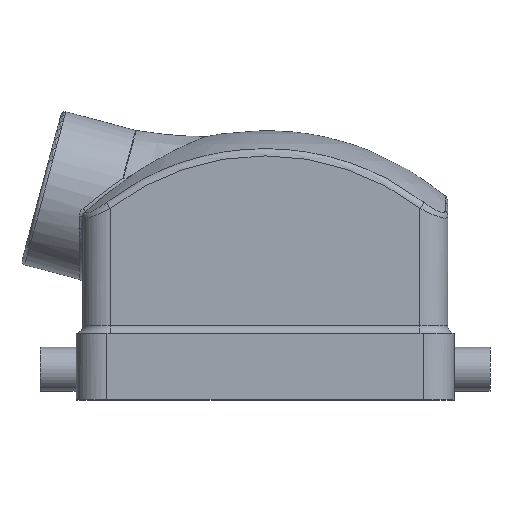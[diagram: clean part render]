
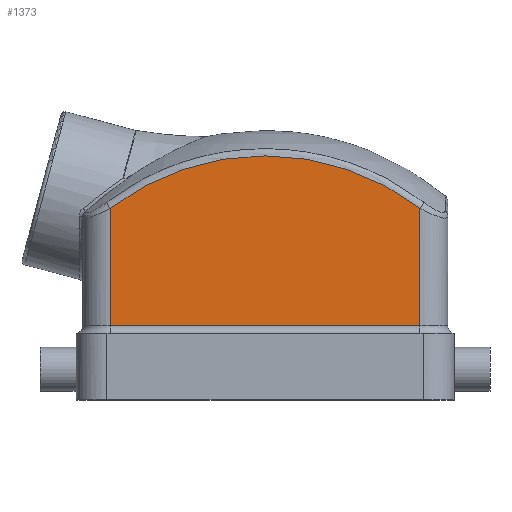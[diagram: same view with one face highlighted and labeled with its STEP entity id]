
A CAD part, top view. The second image highlights one B-rep face of the part: STEP entity #1373.
In plain terms, the highlighted planar face has unit normal (0, 0, 1).
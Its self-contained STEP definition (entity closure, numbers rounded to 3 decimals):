
#117 = CARTESIAN_POINT ( 'NONE',  ( 30.25, 37.516, 20.5 ) ) ;
#118 = CARTESIAN_POINT ( 'NONE',  ( 30.25, 14.5, 20.5 ) ) ;
#122 = CARTESIAN_POINT ( 'NONE',  ( -30.25, 37.516, 20.5 ) ) ;
#127 = CARTESIAN_POINT ( 'NONE',  ( -30.25, 14.5, 20.5 ) ) ;
#678 = EDGE_CURVE ( 'NONE', #1605, #1601, #3039, .T. ) ;
#679 = EDGE_CURVE ( 'NONE', #1605, #1604, #1696, .T. ) ;
#680 = EDGE_CURVE ( 'NONE', #1598, #1604, #1697, .T. ) ;
#687 = EDGE_CURVE ( 'NONE', #1601, #1598, #1701, .T. ) ;
#956 = EDGE_LOOP ( 'NONE', ( #2347, #2346, #2348, #2345 ) ) ;
#1373 = ADVANCED_FACE ( 'NONE', ( #2516 ), #5855, .F. ) ;
#1598 = VERTEX_POINT ( 'NONE', #127 ) ;
#1601 = VERTEX_POINT ( 'NONE', #122 ) ;
#1604 = VERTEX_POINT ( 'NONE', #118 ) ;
#1605 = VERTEX_POINT ( 'NONE', #117 ) ;
#1696 = LINE ( 'NONE', #5277, #2940 ) ;
#1697 = LINE ( 'NONE', #5274, #3029 ) ;
#1701 = LINE ( 'NONE', #5222, #3217 ) ;
#2345 = ORIENTED_EDGE ( 'NONE', *, *, #678, .T. ) ;
#2346 = ORIENTED_EDGE ( 'NONE', *, *, #680, .T. ) ;
#2347 = ORIENTED_EDGE ( 'NONE', *, *, #687, .T. ) ;
#2348 = ORIENTED_EDGE ( 'NONE', *, *, #679, .F. ) ;
#2516 = FACE_OUTER_BOUND ( 'NONE', #956, .T. ) ;
#2739 = AXIS2_PLACEMENT_3D ( 'NONE', #5854, #5593, #5591 ) ;
#2926 = AXIS2_PLACEMENT_3D ( 'NONE', #5281, #5280, #5278 ) ;
#2940 = VECTOR ( 'NONE', #5276, 1000. ) ;
#3029 = VECTOR ( 'NONE', #5273, 1000. ) ;
#3039 = CIRCLE ( 'NONE', #2926, 49.822 ) ;
#3217 = VECTOR ( 'NONE', #5221, 1000. ) ;
#5221 = DIRECTION ( 'NONE',  ( 0., -1., 0. ) ) ;
#5222 = CARTESIAN_POINT ( 'NONE',  ( -30.25, 33.75, 20.5 ) ) ;
#5273 = DIRECTION ( 'NONE',  ( 1., 0., 0. ) ) ;
#5274 = CARTESIAN_POINT ( 'NONE',  ( -30.25, 14.5, 20.5 ) ) ;
#5276 = DIRECTION ( 'NONE',  ( 0., -1., 0. ) ) ;
#5277 = CARTESIAN_POINT ( 'NONE',  ( 30.25, 33.75, 20.5 ) ) ;
#5278 = DIRECTION ( 'NONE',  ( -1., 0., 0. ) ) ;
#5280 = DIRECTION ( 'NONE',  ( 0., 0., 1. ) ) ;
#5281 = CARTESIAN_POINT ( 'NONE',  ( 0., -2.072, 20.5 ) ) ;
#5591 = DIRECTION ( 'NONE',  ( -1., 0., 0. ) ) ;
#5593 = DIRECTION ( 'NONE',  ( 0., 0., -1. ) ) ;
#5854 = CARTESIAN_POINT ( 'NONE',  ( -30.25, 33.75, 20.5 ) ) ;
#5855 = PLANE ( 'NONE',  #2739 ) ;
